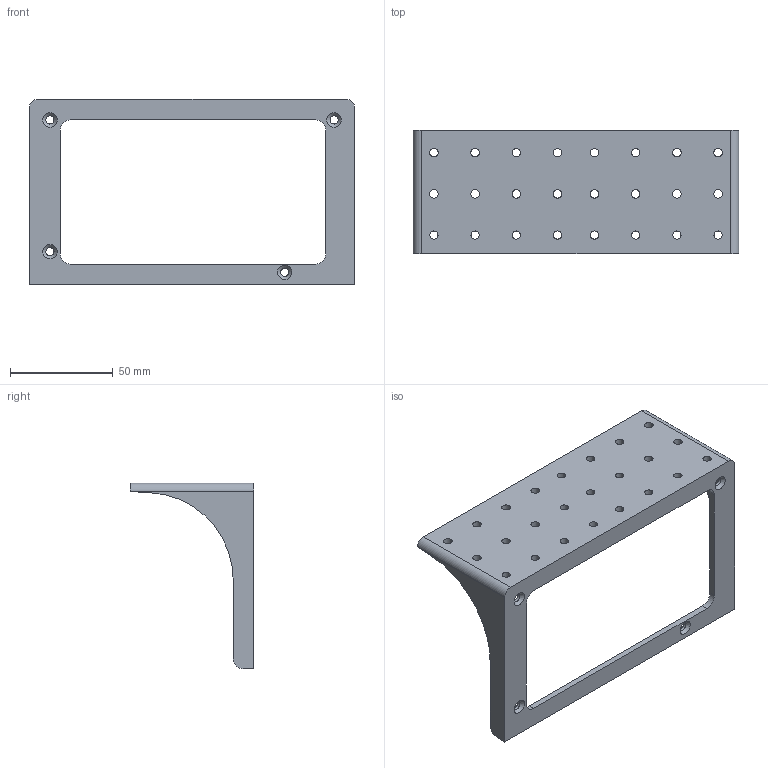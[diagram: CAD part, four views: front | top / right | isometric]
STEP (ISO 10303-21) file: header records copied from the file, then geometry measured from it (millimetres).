
FILE_DESCRIPTION(('FreeCAD Model'),'2;1');
FILE_NAME('Open CASCADE Shape Model','2021-08-10T15:14:53',('Author'),( ''),'Open CASCADE STEP processor 7.5','FreeCAD','Unknown');
FILE_SCHEMA(('AUTOMOTIVE_DESIGN { 1 0 10303 214 1 1 1 1 }'));
Length unit declared in the file: millimetre
Products named in the file (3): psu_base; Body001; Chamfer
Assembly tree (2 placements, depth 2):
  psu_base
    Body001
    Chamfer
Bounding box: 158 x 60 x 90 mm (x, y, z)
Volume: 105323 mm3; surface area: 71464.9 mm2
Topology: 2 solids, 2 shells, 120 faces, 336 edges, 220 vertices
Faces by surface type: cylinder 76, plane 36, cone 8
Full cylindrical faces by diameter (mm): 4 x24, 4.15 x32
Entity records: 8858 total; most frequent: CARTESIAN_POINT 1947, DIRECTION 1298, LINE 676, VECTOR 676, ORIENTED_EDGE 672, PCURVE 672, DEFINITIONAL_REPRESENTATION 672, EDGE_CURVE 336
